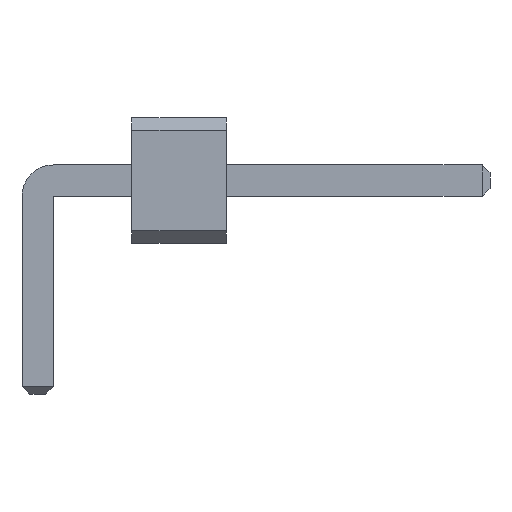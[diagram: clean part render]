
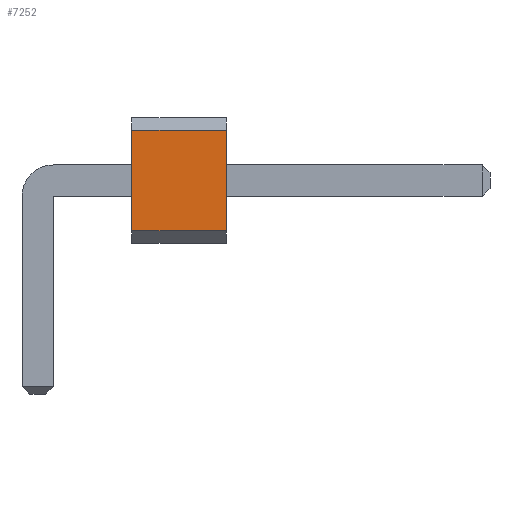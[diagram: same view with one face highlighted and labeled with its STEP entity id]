
A CAD part, front view. The second image highlights one B-rep face of the part: STEP entity #7252.
In plain terms, the highlighted planar face has unit normal (0, -1, 0).
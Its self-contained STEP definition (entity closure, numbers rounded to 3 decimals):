
#766 = VERTEX_POINT('',#767);
#767 = CARTESIAN_POINT('',(1.5,-53.,1.8));
#773 = EDGE_CURVE('',#774,#766,#776,.T.);
#774 = VERTEX_POINT('',#775);
#775 = CARTESIAN_POINT('',(1.5,-53.,0.2));
#776 = LINE('',#777,#778);
#777 = CARTESIAN_POINT('',(1.5,-53.,0.2));
#778 = VECTOR('',#779,1.);
#779 = DIRECTION('',(0.,0.,1.));
#2981 = VERTEX_POINT('',#2982);
#2982 = CARTESIAN_POINT('',(3.,-53.,1.8));
#2988 = EDGE_CURVE('',#2989,#2981,#2991,.T.);
#2989 = VERTEX_POINT('',#2990);
#2990 = CARTESIAN_POINT('',(3.,-53.,0.2));
#2991 = LINE('',#2992,#2993);
#2992 = CARTESIAN_POINT('',(3.,-53.,0.2));
#2993 = VECTOR('',#2994,1.);
#2994 = DIRECTION('',(0.,0.,1.));
#7224 = EDGE_CURVE('',#774,#2989,#7225,.T.);
#7225 = LINE('',#7226,#7227);
#7226 = CARTESIAN_POINT('',(1.5,-53.,0.2));
#7227 = VECTOR('',#7228,1.);
#7228 = DIRECTION('',(1.,0.,0.));
#7252 = ADVANCED_FACE('',(#7253),#7264,.T.);
#7253 = FACE_BOUND('',#7254,.T.);
#7254 = EDGE_LOOP('',(#7255,#7256,#7257,#7263));
#7255 = ORIENTED_EDGE('',*,*,#7224,.T.);
#7256 = ORIENTED_EDGE('',*,*,#2988,.T.);
#7257 = ORIENTED_EDGE('',*,*,#7258,.F.);
#7258 = EDGE_CURVE('',#766,#2981,#7259,.T.);
#7259 = LINE('',#7260,#7261);
#7260 = CARTESIAN_POINT('',(1.5,-53.,1.8));
#7261 = VECTOR('',#7262,1.);
#7262 = DIRECTION('',(1.,0.,0.));
#7263 = ORIENTED_EDGE('',*,*,#773,.F.);
#7264 = PLANE('',#7265);
#7265 = AXIS2_PLACEMENT_3D('',#7266,#7267,#7268);
#7266 = CARTESIAN_POINT('',(1.5,-53.,0.2));
#7267 = DIRECTION('',(0.,-1.,0.));
#7268 = DIRECTION('',(0.,0.,1.));
